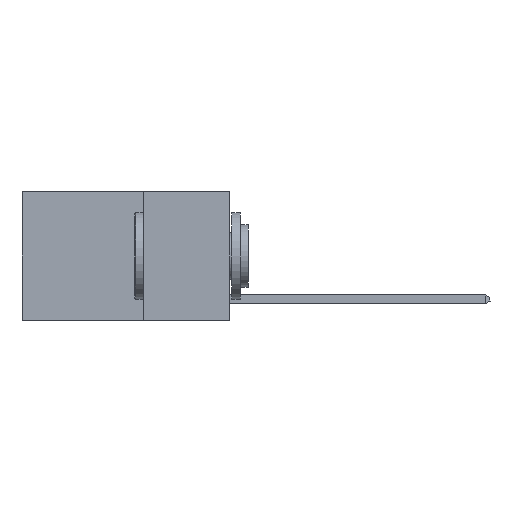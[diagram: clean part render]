
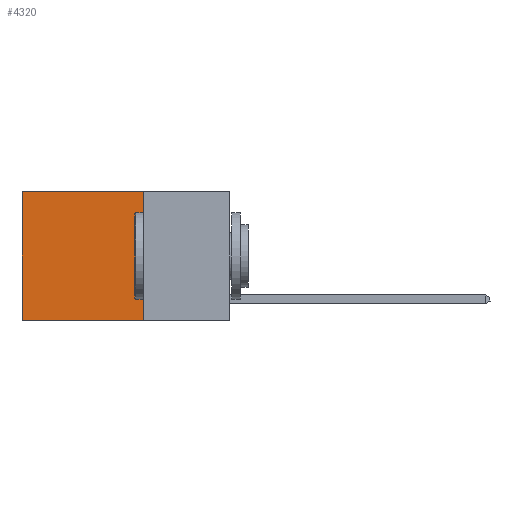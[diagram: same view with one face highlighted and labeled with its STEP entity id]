
A CAD part, left-side view. The second image highlights one B-rep face of the part: STEP entity #4320.
In plain terms, the highlighted planar face has unit normal (-1, 0, 0).
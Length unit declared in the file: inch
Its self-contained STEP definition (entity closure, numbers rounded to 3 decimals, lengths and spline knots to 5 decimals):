
#491 = EDGE_CURVE ( 'NONE', #7350, #11282, #11394, .T. ) ;
#1193 = LINE ( 'NONE', #7111, #13920 ) ;
#1498 = ORIENTED_EDGE ( 'NONE', *, *, #9907, .T. ) ;
#1915 = VECTOR ( 'NONE', #4951, 39.37008 ) ;
#2155 = ORIENTED_EDGE ( 'NONE', *, *, #7568, .F. ) ;
#2260 = ORIENTED_EDGE ( 'NONE', *, *, #5294, .T. ) ;
#4320 = ADVANCED_FACE ( 'NONE', ( #13853 ), #9079, .F. ) ;
#4350 = DIRECTION ( 'NONE',  ( 0., 0., -1. ) ) ;
#4752 = AXIS2_PLACEMENT_3D ( 'NONE', #10289, #11497, #4350 ) ;
#4951 = DIRECTION ( 'NONE',  ( 0., 0., -1. ) ) ;
#5294 = EDGE_CURVE ( 'NONE', #6027, #11282, #11065, .T. ) ;
#6027 = VERTEX_POINT ( 'NONE', #6305 ) ;
#6061 = LINE ( 'NONE', #10427, #15149 ) ;
#6305 = CARTESIAN_POINT ( 'NONE',  ( 0.2625, 0.6, 0. ) ) ;
#6593 = EDGE_LOOP ( 'NONE', ( #2260, #9018, #2155, #1498 ) ) ;
#7111 = CARTESIAN_POINT ( 'NONE',  ( 0.2625, 0.25, 0. ) ) ;
#7350 = VERTEX_POINT ( 'NONE', #12479 ) ;
#7568 = EDGE_CURVE ( 'NONE', #9398, #7350, #1193, .T. ) ;
#9018 = ORIENTED_EDGE ( 'NONE', *, *, #491, .F. ) ;
#9079 = PLANE ( 'NONE',  #4752 ) ;
#9264 = CARTESIAN_POINT ( 'NONE',  ( 0.2625, 0.25, 0. ) ) ;
#9330 = CARTESIAN_POINT ( 'NONE',  ( 0.2625, 0.6, -0.37 ) ) ;
#9398 = VERTEX_POINT ( 'NONE', #9264 ) ;
#9755 = DIRECTION ( 'NONE',  ( 0., 1., 0. ) ) ;
#9907 = EDGE_CURVE ( 'NONE', #9398, #6027, #6061, .T. ) ;
#9965 = CARTESIAN_POINT ( 'NONE',  ( 0.2625, 0.25, -0.37 ) ) ;
#10289 = CARTESIAN_POINT ( 'NONE',  ( 0.2625, 0.25, 0. ) ) ;
#10427 = CARTESIAN_POINT ( 'NONE',  ( 0.2625, 0.25, 0. ) ) ;
#11065 = LINE ( 'NONE', #13274, #1915 ) ;
#11282 = VERTEX_POINT ( 'NONE', #9330 ) ;
#11394 = LINE ( 'NONE', #9965, #14529 ) ;
#11497 = DIRECTION ( 'NONE',  ( 1., 0., 0. ) ) ;
#12479 = CARTESIAN_POINT ( 'NONE',  ( 0.2625, 0.25, -0.37 ) ) ;
#12779 = DIRECTION ( 'NONE',  ( 0., 1., 0. ) ) ;
#13274 = CARTESIAN_POINT ( 'NONE',  ( 0.2625, 0.6, 0. ) ) ;
#13853 = FACE_OUTER_BOUND ( 'NONE', #6593, .T. ) ;
#13920 = VECTOR ( 'NONE', #14222, 39.37008 ) ;
#14222 = DIRECTION ( 'NONE',  ( 0., 0., -1. ) ) ;
#14529 = VECTOR ( 'NONE', #9755, 39.37008 ) ;
#15149 = VECTOR ( 'NONE', #12779, 39.37008 ) ;
